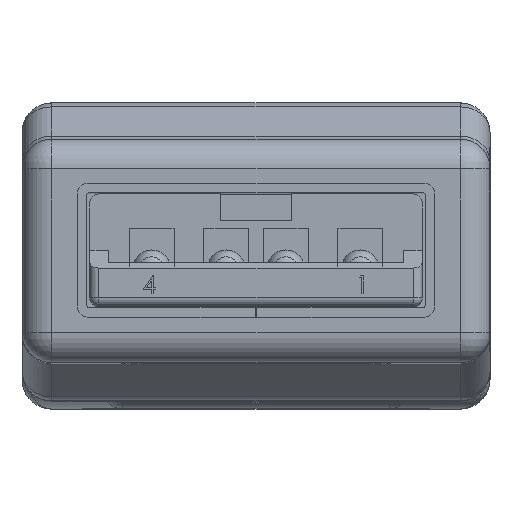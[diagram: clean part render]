
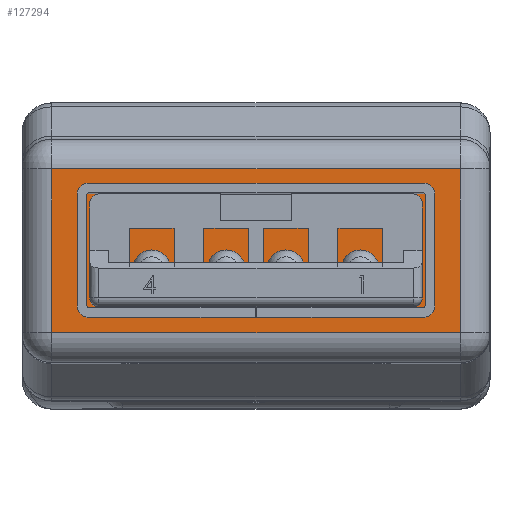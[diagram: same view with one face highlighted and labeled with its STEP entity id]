
A CAD part, top view. The second image highlights one B-rep face of the part: STEP entity #127294.
In plain terms, the highlighted face is planar.
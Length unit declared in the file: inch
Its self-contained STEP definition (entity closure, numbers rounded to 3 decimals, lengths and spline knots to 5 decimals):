
#3113 = CARTESIAN_POINT ( 'NONE',  ( 0.26969, -0.10827, 0. ) ) ;
#8379 = DIRECTION ( 'NONE',  ( 0., -1., 0. ) ) ;
#21951 = CARTESIAN_POINT ( 'NONE',  ( 0.26969, 0.14764, 0. ) ) ;
#28273 = FACE_OUTER_BOUND ( 'NONE', #73968, .T. ) ;
#36220 = ORIENTED_EDGE ( 'NONE', *, *, #179388, .T. ) ;
#50689 = CARTESIAN_POINT ( 'NONE',  ( -0.30906, 0.14764, 0. ) ) ;
#59066 = VERTEX_POINT ( 'NONE', #3113 ) ;
#63520 = DIRECTION ( 'NONE',  ( 0., 1., 0. ) ) ;
#73968 = EDGE_LOOP ( 'NONE', ( #160665, #110268, #188787, #36220 ) ) ;
#76082 = VECTOR ( 'NONE', #63520, 39.37008 ) ;
#78177 = EDGE_CURVE ( 'NONE', #110048, #121250, #102769, .T. ) ;
#79129 = DIRECTION ( 'NONE',  ( 1., 0., 0. ) ) ;
#82933 = LINE ( 'NONE', #151853, #76082 ) ;
#85497 = DIRECTION ( 'NONE',  ( -1., 0., 0. ) ) ;
#92270 = CARTESIAN_POINT ( 'NONE',  ( 0.26969, 0.10827, 0. ) ) ;
#93954 = VECTOR ( 'NONE', #8379, 39.37008 ) ;
#102769 = LINE ( 'NONE', #165442, #164967 ) ;
#110048 = VERTEX_POINT ( 'NONE', #190495 ) ;
#110268 = ORIENTED_EDGE ( 'NONE', *, *, #116981, .T. ) ;
#110627 = DIRECTION ( 'NONE',  ( 0., 0., 1. ) ) ;
#116981 = EDGE_CURVE ( 'NONE', #121250, #59066, #181599, .T. ) ;
#121250 = VERTEX_POINT ( 'NONE', #92270 ) ;
#127294 = ADVANCED_FACE ( 'NONE', ( #28273 ), #139029, .F. ) ;
#135396 = EDGE_CURVE ( 'NONE', #59066, #160713, #147632, .T. ) ;
#139029 = PLANE ( 'NONE',  #148033 ) ;
#147632 = LINE ( 'NONE', #173174, #150822 ) ;
#148033 = AXIS2_PLACEMENT_3D ( 'NONE', #50689, #110627, #79129 ) ;
#150822 = VECTOR ( 'NONE', #85497, 39.37008 ) ;
#151853 = CARTESIAN_POINT ( 'NONE',  ( -0.26969, 0.14764, 0. ) ) ;
#160665 = ORIENTED_EDGE ( 'NONE', *, *, #78177, .T. ) ;
#160713 = VERTEX_POINT ( 'NONE', #166795 ) ;
#164967 = VECTOR ( 'NONE', #180244, 39.37008 ) ;
#165442 = CARTESIAN_POINT ( 'NONE',  ( 0.30906, 0.10827, 0. ) ) ;
#166795 = CARTESIAN_POINT ( 'NONE',  ( -0.26969, -0.10827, 0. ) ) ;
#173174 = CARTESIAN_POINT ( 'NONE',  ( -0.30906, -0.10827, 0. ) ) ;
#179388 = EDGE_CURVE ( 'NONE', #160713, #110048, #82933, .T. ) ;
#180244 = DIRECTION ( 'NONE',  ( 1., 0., 0. ) ) ;
#181599 = LINE ( 'NONE', #21951, #93954 ) ;
#188787 = ORIENTED_EDGE ( 'NONE', *, *, #135396, .T. ) ;
#190495 = CARTESIAN_POINT ( 'NONE',  ( -0.26969, 0.10827, 0. ) ) ;
